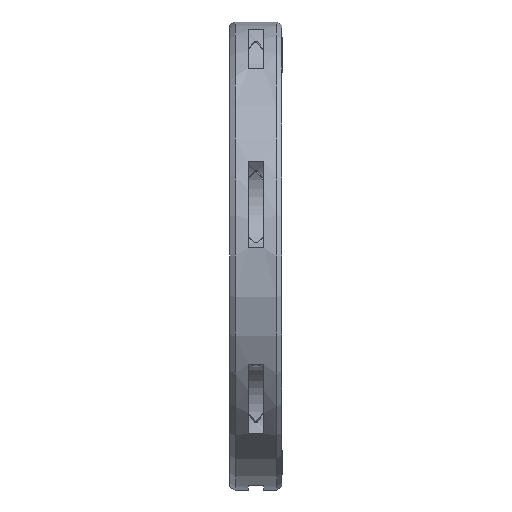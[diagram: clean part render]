
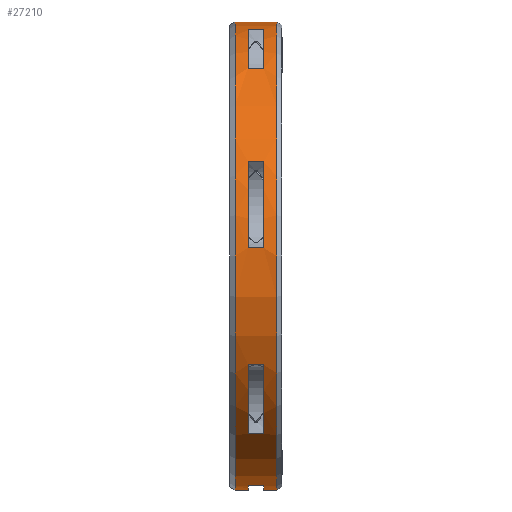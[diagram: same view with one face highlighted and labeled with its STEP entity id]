
A CAD part, left-side view. The second image highlights one B-rep face of the part: STEP entity #27210.
In plain terms, the highlighted cylindrical face has radius 45 mm (diameter 90 mm), a partial arc.
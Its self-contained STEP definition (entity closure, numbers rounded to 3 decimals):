
#25630=CARTESIAN_POINT('',(0.,-1.5,0.));
#25631=DIRECTION('',(0.,-1.,0.));
#25632=DIRECTION('',(-0.188,0.,-0.982));
#25633=AXIS2_PLACEMENT_3D('',#25630,#25631,#25632);
#25638=DIRECTION('',(0.,-1.,0.));
#25639=VECTOR('',#25638,3.);
#25640=CARTESIAN_POINT('',(-8.477,1.5,-44.194));
#25641=LINE('',#25640,#25639);
#25645=CARTESIAN_POINT('',(0.,1.5,0.));
#25646=DIRECTION('',(0.,-1.,0.));
#25647=DIRECTION('',(-0.188,0.,-0.982));
#25648=AXIS2_PLACEMENT_3D('',#25645,#25646,#25647);
#25653=DIRECTION('',(0.,1.,0.));
#25654=VECTOR('',#25653,2.5);
#25655=CARTESIAN_POINT('',(0.,1.5,-45.));
#25656=LINE('',#25655,#25654);
#25660=DIRECTION('',(0.,1.,0.));
#25661=VECTOR('',#25660,8.);
#25662=CARTESIAN_POINT('',(0.,-4.,45.));
#25663=LINE('',#25662,#25661);
#25667=CARTESIAN_POINT('',(0.,-4.,0.));
#25668=DIRECTION('',(0.,1.,0.));
#25669=DIRECTION('',(0.,0.,-1.));
#25670=AXIS2_PLACEMENT_3D('',#25667,#25668,#25669);
#25675=DIRECTION('',(0.,1.,0.));
#25676=VECTOR('',#25675,2.5);
#25677=CARTESIAN_POINT('',(0.,-4.,-45.));
#25678=LINE('',#25677,#25676);
#25682=CARTESIAN_POINT('',(0.,-1.5,0.));
#25683=DIRECTION('',(0.,-1.,0.));
#25684=DIRECTION('',(-0.256,0.,0.967));
#25685=AXIS2_PLACEMENT_3D('',#25682,#25683,#25684);
#25690=DIRECTION('',(0.,-1.,0.));
#25691=VECTOR('',#25690,3.);
#25692=CARTESIAN_POINT('',(-11.538,1.5,43.496));
#25693=LINE('',#25692,#25691);
#25697=CARTESIAN_POINT('',(0.,1.5,0.));
#25698=DIRECTION('',(0.,-1.,0.));
#25699=DIRECTION('',(-0.256,0.,0.967));
#25700=AXIS2_PLACEMENT_3D('',#25697,#25698,#25699);
#25705=DIRECTION('',(0.,-1.,0.));
#25706=VECTOR('',#25705,3.);
#25707=CARTESIAN_POINT('',(-26.812,1.5,36.14));
#25708=LINE('',#25707,#25706);
#25712=CARTESIAN_POINT('',(0.,-1.5,0.));
#25713=DIRECTION('',(0.,-1.,0.));
#25714=DIRECTION('',(-0.916,0.,0.402));
#25715=AXIS2_PLACEMENT_3D('',#25712,#25713,#25714);
#25720=DIRECTION('',(0.,-1.,0.));
#25721=VECTOR('',#25720,3.);
#25722=CARTESIAN_POINT('',(-41.2,1.5,18.098));
#25723=LINE('',#25722,#25721);
#25727=CARTESIAN_POINT('',(0.,1.5,0.));
#25728=DIRECTION('',(0.,-1.,0.));
#25729=DIRECTION('',(-0.916,0.,0.402));
#25730=AXIS2_PLACEMENT_3D('',#25727,#25728,#25729);
#25735=DIRECTION('',(0.,-1.,0.));
#25736=VECTOR('',#25735,3.);
#25737=CARTESIAN_POINT('',(-44.973,1.5,1.57));
#25738=LINE('',#25737,#25736);
#25742=CARTESIAN_POINT('',(0.,-1.5,0.));
#25743=DIRECTION('',(0.,-1.,0.));
#25744=DIRECTION('',(-0.885,0.,-0.465));
#25745=AXIS2_PLACEMENT_3D('',#25742,#25743,#25744);
#25750=DIRECTION('',(0.,-1.,0.));
#25751=VECTOR('',#25750,3.);
#25752=CARTESIAN_POINT('',(-39.838,1.5,-20.928));
#25753=LINE('',#25752,#25751);
#25757=CARTESIAN_POINT('',(0.,1.5,0.));
#25758=DIRECTION('',(0.,-1.,0.));
#25759=DIRECTION('',(-0.885,0.,-0.465));
#25760=AXIS2_PLACEMENT_3D('',#25757,#25758,#25759);
#25765=DIRECTION('',(0.,-1.,0.));
#25766=VECTOR('',#25765,3.);
#25767=CARTESIAN_POINT('',(-29.268,1.5,-34.182));
#25768=LINE('',#25767,#25766);
#25802=CARTESIAN_POINT('',(0.,4.,0.));
#25803=DIRECTION('',(0.,1.,0.));
#25804=DIRECTION('',(0.,0.,-1.));
#25805=AXIS2_PLACEMENT_3D('',#25802,#25803,#25804);
#26261=CARTESIAN_POINT('',(0.,-4.,-45.));
#26263=VERTEX_POINT('',#26261);
#26264=CARTESIAN_POINT('',(0.,4.,-45.));
#26266=VERTEX_POINT('',#26264);
#26293=CARTESIAN_POINT('',(0.,-4.,45.));
#26295=VERTEX_POINT('',#26293);
#26296=CARTESIAN_POINT('',(0.,4.,45.));
#26297=VERTEX_POINT('',#26296);
#26310=CARTESIAN_POINT('',(0.,-1.5,-45.));
#26312=VERTEX_POINT('',#26310);
#26314=CARTESIAN_POINT('',(0.,1.5,-45.));
#26316=VERTEX_POINT('',#26314);
#26324=CARTESIAN_POINT('',(-8.477,-1.5,-44.194));
#26325=VERTEX_POINT('',#26324);
#26326=CARTESIAN_POINT('',(-8.477,1.5,-44.194));
#26327=VERTEX_POINT('',#26326);
#26400=CARTESIAN_POINT('',(-11.538,-1.5,43.496));
#26401=CARTESIAN_POINT('',(-26.812,-1.5,36.14));
#26402=VERTEX_POINT('',#26400);
#26403=VERTEX_POINT('',#26401);
#26404=CARTESIAN_POINT('',(-11.538,1.5,43.496));
#26405=CARTESIAN_POINT('',(-26.812,1.5,36.14));
#26406=VERTEX_POINT('',#26404);
#26407=VERTEX_POINT('',#26405);
#26420=CARTESIAN_POINT('',(-41.2,-1.5,18.098));
#26421=CARTESIAN_POINT('',(-44.973,-1.5,1.57));
#26422=VERTEX_POINT('',#26420);
#26423=VERTEX_POINT('',#26421);
#26424=CARTESIAN_POINT('',(-41.2,1.5,18.098));
#26425=CARTESIAN_POINT('',(-44.973,1.5,1.57));
#26426=VERTEX_POINT('',#26424);
#26427=VERTEX_POINT('',#26425);
#26440=CARTESIAN_POINT('',(-39.838,-1.5,-20.928));
#26441=CARTESIAN_POINT('',(-29.268,-1.5,-34.182));
#26442=VERTEX_POINT('',#26440);
#26443=VERTEX_POINT('',#26441);
#26444=CARTESIAN_POINT('',(-39.838,1.5,-20.928));
#26445=CARTESIAN_POINT('',(-29.268,1.5,-34.182));
#26446=VERTEX_POINT('',#26444);
#26447=VERTEX_POINT('',#26445);
#27165=CARTESIAN_POINT('',(0.,47.363,0.));
#27166=DIRECTION('',(0.,-1.,0.));
#27167=DIRECTION('',(0.,0.,1.));
#27168=AXIS2_PLACEMENT_3D('',#27165,#27166,#27167);
#27169=CYLINDRICAL_SURFACE('',#27168,45.);
#27170=ORIENTED_EDGE('',*,*,#26914,.F.);
#27172=ORIENTED_EDGE('',*,*,#27171,.F.);
#27174=ORIENTED_EDGE('',*,*,#27173,.T.);
#27175=ORIENTED_EDGE('',*,*,#26865,.T.);
#27177=ORIENTED_EDGE('',*,*,#27176,.T.);
#27178=ORIENTED_EDGE('',*,*,#26861,.F.);
#27180=ORIENTED_EDGE('',*,*,#27179,.F.);
#27181=ORIENTED_EDGE('',*,*,#26857,.T.);
#27182=EDGE_LOOP('',(#27170,#27172,#27174,#27175,#27177,#27178,#27180,#27181));
#27183=FACE_OUTER_BOUND('',#27182,.F.);
#27185=ORIENTED_EDGE('',*,*,#27184,.F.);
#27187=ORIENTED_EDGE('',*,*,#27186,.F.);
#27189=ORIENTED_EDGE('',*,*,#27188,.T.);
#27191=ORIENTED_EDGE('',*,*,#27190,.T.);
#27192=EDGE_LOOP('',(#27185,#27187,#27189,#27191));
#27193=FACE_BOUND('',#27192,.F.);
#27195=ORIENTED_EDGE('',*,*,#27194,.F.);
#27197=ORIENTED_EDGE('',*,*,#27196,.F.);
#27199=ORIENTED_EDGE('',*,*,#27198,.T.);
#27201=ORIENTED_EDGE('',*,*,#27200,.T.);
#27202=EDGE_LOOP('',(#27195,#27197,#27199,#27201));
#27203=FACE_BOUND('',#27202,.F.);
#27204=ORIENTED_EDGE('',*,*,#27040,.F.);
#27205=ORIENTED_EDGE('',*,*,#27064,.F.);
#27206=ORIENTED_EDGE('',*,*,#27152,.T.);
#27207=ORIENTED_EDGE('',*,*,#27086,.T.);
#27208=EDGE_LOOP('',(#27204,#27205,#27206,#27207));
#27209=FACE_BOUND('',#27208,.F.);
#25634=CIRCLE('',#25633,45.);
#25649=CIRCLE('',#25648,45.);
#25671=CIRCLE('',#25670,45.);
#25686=CIRCLE('',#25685,45.);
#25701=CIRCLE('',#25700,45.);
#25716=CIRCLE('',#25715,45.);
#25731=CIRCLE('',#25730,45.);
#25746=CIRCLE('',#25745,45.);
#25761=CIRCLE('',#25760,45.);
#25806=CIRCLE('',#25805,45.);
#26857=EDGE_CURVE('',#26263,#26312,#25678,.T.);
#26861=EDGE_CURVE('',#26295,#26297,#25663,.T.);
#26865=EDGE_CURVE('',#26316,#26266,#25656,.T.);
#26914=EDGE_CURVE('',#26325,#26312,#25634,.T.);
#27040=EDGE_CURVE('',#26442,#26443,#25746,.T.);
#27064=EDGE_CURVE('',#26446,#26442,#25753,.T.);
#27086=EDGE_CURVE('',#26447,#26443,#25768,.T.);
#27152=EDGE_CURVE('',#26446,#26447,#25761,.T.);
#27171=EDGE_CURVE('',#26327,#26325,#25641,.T.);
#27173=EDGE_CURVE('',#26327,#26316,#25649,.T.);
#27176=EDGE_CURVE('',#26266,#26297,#25806,.T.);
#27179=EDGE_CURVE('',#26263,#26295,#25671,.T.);
#27184=EDGE_CURVE('',#26402,#26403,#25686,.T.);
#27186=EDGE_CURVE('',#26406,#26402,#25693,.T.);
#27188=EDGE_CURVE('',#26406,#26407,#25701,.T.);
#27190=EDGE_CURVE('',#26407,#26403,#25708,.T.);
#27194=EDGE_CURVE('',#26422,#26423,#25716,.T.);
#27196=EDGE_CURVE('',#26426,#26422,#25723,.T.);
#27198=EDGE_CURVE('',#26426,#26427,#25731,.T.);
#27200=EDGE_CURVE('',#26427,#26423,#25738,.T.);
#27210=ADVANCED_FACE('',(#27183,#27193,#27203,#27209),#27169,.T.);
